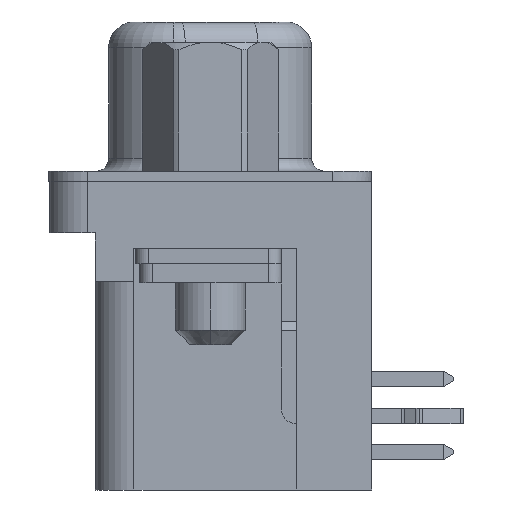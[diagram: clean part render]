
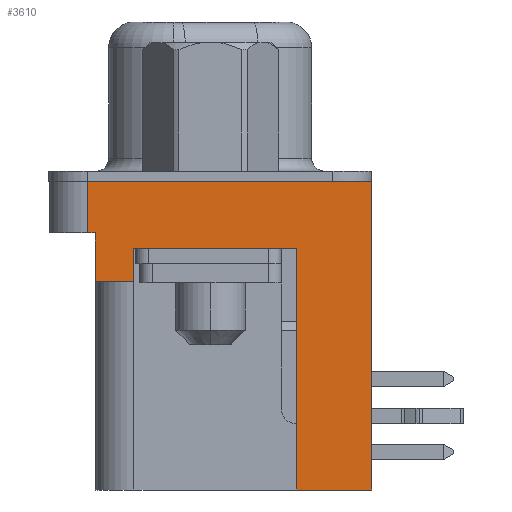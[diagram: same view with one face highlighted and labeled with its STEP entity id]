
A CAD part, left-side view. The second image highlights one B-rep face of the part: STEP entity #3610.
In plain terms, the highlighted planar face has unit normal (-1, 0, 0).
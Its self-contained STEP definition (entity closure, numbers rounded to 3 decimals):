
#1148 = CARTESIAN_POINT ( 'NONE',  ( -34.65, 2.92, -2.6 ) ) ;
#1384 = CARTESIAN_POINT ( 'NONE',  ( -34.65, 0., -12. ) ) ;
#1397 = VECTOR ( 'NONE', #21703, 1000. ) ;
#1555 = VECTOR ( 'NONE', #19627, 1000. ) ;
#1556 = LINE ( 'NONE', #19631, #1555 ) ;
#1595 = LINE ( 'NONE', #19892, #1397 ) ;
#1857 = EDGE_CURVE ( 'NONE', #19067, #21751, #6340, .T. ) ;
#1885 = EDGE_CURVE ( 'NONE', #15815, #21779, #6704, .T. ) ;
#1976 = EDGE_CURVE ( 'NONE', #19175, #19313, #6390, .T. ) ;
#2129 = EDGE_CURVE ( 'NONE', #19262, #19227, #1595, .T. ) ;
#2269 = EDGE_CURVE ( 'NONE', #21751, #19130, #1556, .T. ) ;
#3610 = ADVANCED_FACE ( 'NONE', ( #8264 ), #18727, .T. ) ;
#4625 = LINE ( 'NONE', #10389, #4627 ) ;
#4627 = VECTOR ( 'NONE', #10397, 1000. ) ;
#4702 = LINE ( 'NONE', #10094, #4711 ) ;
#4711 = VECTOR ( 'NONE', #10128, 1000. ) ;
#4777 = CARTESIAN_POINT ( 'NONE',  ( -34.65, 9.25, -3.9 ) ) ;
#4826 = LINE ( 'NONE', #10263, #4837 ) ;
#4837 = VECTOR ( 'NONE', #10257, 1000. ) ;
#4876 = LINE ( 'NONE', #10224, #4880 ) ;
#4880 = VECTOR ( 'NONE', #10223, 1000. ) ;
#4893 = CARTESIAN_POINT ( 'NONE',  ( -34.65, 0., -2. ) ) ;
#4950 = CARTESIAN_POINT ( 'NONE',  ( -34.65, 0., 0. ) ) ;
#5216 = DIRECTION ( 'NONE',  ( 0., -1., 0. ) ) ;
#5260 = LINE ( 'NONE', #7025, #5266 ) ;
#5266 = VECTOR ( 'NONE', #7027, 1000. ) ;
#5285 = CARTESIAN_POINT ( 'NONE',  ( -34.65, 10.75, -2. ) ) ;
#5699 = CARTESIAN_POINT ( 'NONE',  ( -34.65, 11.05, 0. ) ) ;
#5854 = CARTESIAN_POINT ( 'NONE',  ( -34.65, 11.05, -2. ) ) ;
#6027 = CARTESIAN_POINT ( 'NONE',  ( -34.65, 1.337, 0. ) ) ;
#6039 = CARTESIAN_POINT ( 'NONE',  ( -34.65, 10.75, -3.9 ) ) ;
#6089 = CARTESIAN_POINT ( 'NONE',  ( -34.65, 2.92, -12. ) ) ;
#6162 = CARTESIAN_POINT ( 'NONE',  ( -34.65, 9.25, -2.6 ) ) ;
#6333 = VECTOR ( 'NONE', #24210, 1000. ) ;
#6340 = LINE ( 'NONE', #23839, #6333 ) ;
#6384 = VECTOR ( 'NONE', #21582, 1000. ) ;
#6388 = VECTOR ( 'NONE', #23864, 1000. ) ;
#6390 = LINE ( 'NONE', #21591, #6384 ) ;
#6704 = LINE ( 'NONE', #23942, #6388 ) ;
#6827 = EDGE_LOOP ( 'NONE', ( #10894, #10895, #10896, #10897, #10898, #10899, #10900, #10901, #10902, #10903, #10904 ) ) ;
#7025 = CARTESIAN_POINT ( 'NONE',  ( -34.65, 0., -3.9 ) ) ;
#7027 = DIRECTION ( 'NONE',  ( 0., -1., 0. ) ) ;
#7539 = EDGE_CURVE ( 'NONE', #19277, #19130, #4625, .T. ) ;
#7583 = EDGE_CURVE ( 'NONE', #19227, #19277, #4702, .T. ) ;
#7628 = EDGE_CURVE ( 'NONE', #15815, #19211, #4826, .T. ) ;
#7644 = EDGE_CURVE ( 'NONE', #21779, #19067, #4876, .T. ) ;
#7795 = EDGE_CURVE ( 'NONE', #19313, #19211, #5260, .T. ) ;
#8264 = FACE_OUTER_BOUND ( 'NONE', #6827, .T. ) ;
#10094 = CARTESIAN_POINT ( 'NONE',  ( -34.65, 0., 0. ) ) ;
#10128 = DIRECTION ( 'NONE',  ( 0., -1., 0. ) ) ;
#10223 = DIRECTION ( 'NONE',  ( 0., 0., -1. ) ) ;
#10224 = CARTESIAN_POINT ( 'NONE',  ( -34.65, 2.92, -3.9 ) ) ;
#10257 = DIRECTION ( 'NONE',  ( 0., 0., -1. ) ) ;
#10263 = CARTESIAN_POINT ( 'NONE',  ( -34.65, 9.25, -2.6 ) ) ;
#10389 = CARTESIAN_POINT ( 'NONE',  ( -34.65, 0., 0. ) ) ;
#10397 = DIRECTION ( 'NONE',  ( 0., -1., 0. ) ) ;
#10894 = ORIENTED_EDGE ( 'NONE', *, *, #1885, .T. ) ;
#10895 = ORIENTED_EDGE ( 'NONE', *, *, #7644, .T. ) ;
#10896 = ORIENTED_EDGE ( 'NONE', *, *, #1857, .T. ) ;
#10897 = ORIENTED_EDGE ( 'NONE', *, *, #2269, .T. ) ;
#10898 = ORIENTED_EDGE ( 'NONE', *, *, #7539, .F. ) ;
#10899 = ORIENTED_EDGE ( 'NONE', *, *, #7583, .F. ) ;
#10900 = ORIENTED_EDGE ( 'NONE', *, *, #2129, .F. ) ;
#10901 = ORIENTED_EDGE ( 'NONE', *, *, #17021, .T. ) ;
#10902 = ORIENTED_EDGE ( 'NONE', *, *, #1976, .T. ) ;
#10903 = ORIENTED_EDGE ( 'NONE', *, *, #7795, .T. ) ;
#10904 = ORIENTED_EDGE ( 'NONE', *, *, #7628, .F. ) ;
#14587 = AXIS2_PLACEMENT_3D ( 'NONE', #18642, #18651, #18650 ) ;
#15815 = VERTEX_POINT ( 'NONE', #6162 ) ;
#17021 = EDGE_CURVE ( 'NONE', #19262, #19175, #23153, .T. ) ;
#18642 = CARTESIAN_POINT ( 'NONE',  ( -34.65, 0., -12. ) ) ;
#18650 = DIRECTION ( 'NONE',  ( 0., 0., 1. ) ) ;
#18651 = DIRECTION ( 'NONE',  ( -1., 0., 0. ) ) ;
#18727 = PLANE ( 'NONE',  #14587 ) ;
#19067 = VERTEX_POINT ( 'NONE', #6089 ) ;
#19130 = VERTEX_POINT ( 'NONE', #4950 ) ;
#19175 = VERTEX_POINT ( 'NONE', #5285 ) ;
#19211 = VERTEX_POINT ( 'NONE', #4777 ) ;
#19227 = VERTEX_POINT ( 'NONE', #5699 ) ;
#19262 = VERTEX_POINT ( 'NONE', #5854 ) ;
#19277 = VERTEX_POINT ( 'NONE', #6027 ) ;
#19313 = VERTEX_POINT ( 'NONE', #6039 ) ;
#19627 = DIRECTION ( 'NONE',  ( 0., 0., 1. ) ) ;
#19631 = CARTESIAN_POINT ( 'NONE',  ( -34.65, 0., -12. ) ) ;
#19892 = CARTESIAN_POINT ( 'NONE',  ( -34.65, 11.05, -12. ) ) ;
#21582 = DIRECTION ( 'NONE',  ( 0., 0., -1. ) ) ;
#21591 = CARTESIAN_POINT ( 'NONE',  ( -34.65, 10.75, -2. ) ) ;
#21703 = DIRECTION ( 'NONE',  ( 0., 0., 1. ) ) ;
#21751 = VERTEX_POINT ( 'NONE', #1384 ) ;
#21779 = VERTEX_POINT ( 'NONE', #1148 ) ;
#23153 = LINE ( 'NONE', #4893, #23155 ) ;
#23155 = VECTOR ( 'NONE', #5216, 1000. ) ;
#23839 = CARTESIAN_POINT ( 'NONE',  ( -34.65, 0., -12. ) ) ;
#23864 = DIRECTION ( 'NONE',  ( 0., -1., 0. ) ) ;
#23942 = CARTESIAN_POINT ( 'NONE',  ( -34.65, 0., -2.6 ) ) ;
#24210 = DIRECTION ( 'NONE',  ( 0., -1., 0. ) ) ;
